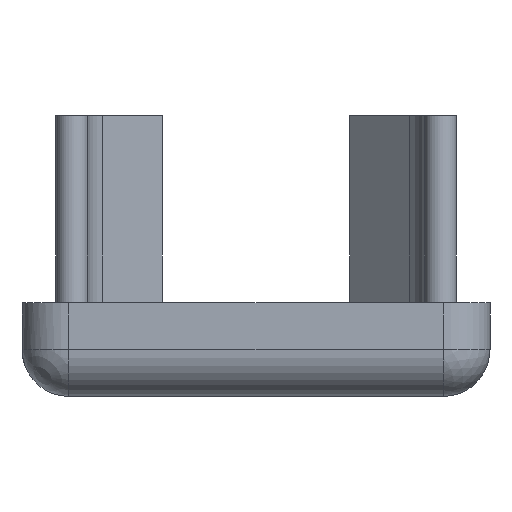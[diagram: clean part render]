
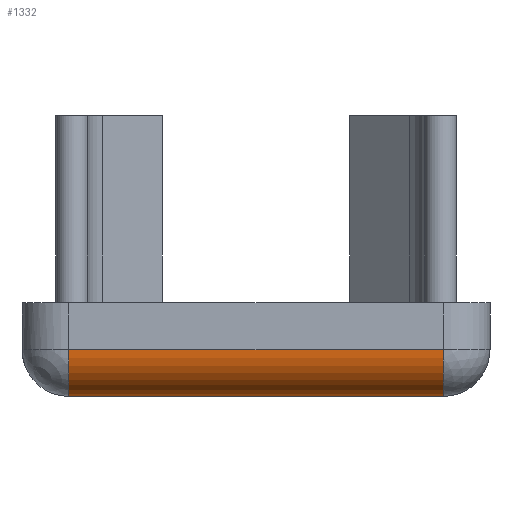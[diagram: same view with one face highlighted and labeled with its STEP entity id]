
A CAD part, front view. The second image highlights one B-rep face of the part: STEP entity #1332.
In plain terms, the highlighted cylindrical face has radius 2 mm (diameter 4 mm), a partial arc.
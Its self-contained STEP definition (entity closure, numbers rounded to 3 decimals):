
#1161=CARTESIAN_POINT('',(-8.,-58.0,0.0));
#1162=VERTEX_POINT('',#1161);
#1260=CARTESIAN_POINT('',(8.,-58.,0.0));
#1261=VERTEX_POINT('',#1260);
#1295=CARTESIAN_POINT('',(4.,-58.0,2.0));
#1296=DIRECTION('',(-1.0,0.0,0.0));
#1297=DIRECTION('',(0.0,-0.707,-0.707));
#1298=AXIS2_PLACEMENT_3D('',#1295,#1296,#1297);
#1299=CYLINDRICAL_SURFACE('',#1298,2.0);
#1300=CARTESIAN_POINT('',(8.,-60.0,2.0));
#1301=VERTEX_POINT('',#1300);
#1302=CARTESIAN_POINT('',(8.,-58.0,2.0));
#1303=DIRECTION('',(-1.0,0.0,0.0));
#1304=DIRECTION('',(0.0,0.0,-1.0));
#1305=AXIS2_PLACEMENT_3D('',#1302,#1303,#1304);
#1306=CIRCLE('',#1305,2.0);
#1307=EDGE_CURVE('',#1261,#1301,#1306,.T.);
#1308=ORIENTED_EDGE('',*,*,#1307,.T.);
#1309=CARTESIAN_POINT('',(-8.,-60.0,2.0));
#1310=VERTEX_POINT('',#1309);
#1311=CARTESIAN_POINT('',(8.,-60.0,2.0));
#1312=DIRECTION('',(-1.0,0.0,0.0));
#1313=VECTOR('',#1312,16.);
#1314=LINE('',#1311,#1313);
#1315=EDGE_CURVE('',#1301,#1310,#1314,.T.);
#1316=ORIENTED_EDGE('',*,*,#1315,.T.);
#1317=CARTESIAN_POINT('',(-8.,-58.0,2.0));
#1318=DIRECTION('',(1.0,0.0,0.0));
#1319=DIRECTION('',(0.0,-1.0,0.0));
#1320=AXIS2_PLACEMENT_3D('',#1317,#1318,#1319);
#1321=CIRCLE('',#1320,2.);
#1322=EDGE_CURVE('',#1310,#1162,#1321,.T.);
#1323=ORIENTED_EDGE('',*,*,#1322,.T.);
#1324=CARTESIAN_POINT('',(-8.,-58.0,0.0));
#1325=DIRECTION('',(1.0,0.0,0.0));
#1326=VECTOR('',#1325,16.);
#1327=LINE('',#1324,#1326);
#1328=EDGE_CURVE('',#1162,#1261,#1327,.T.);
#1329=ORIENTED_EDGE('',*,*,#1328,.T.);
#1330=EDGE_LOOP('',(#1308,#1316,#1323,#1329));
#1331=FACE_OUTER_BOUND('',#1330,.T.);
#1332=ADVANCED_FACE('',(#1331),#1299,.T.);
